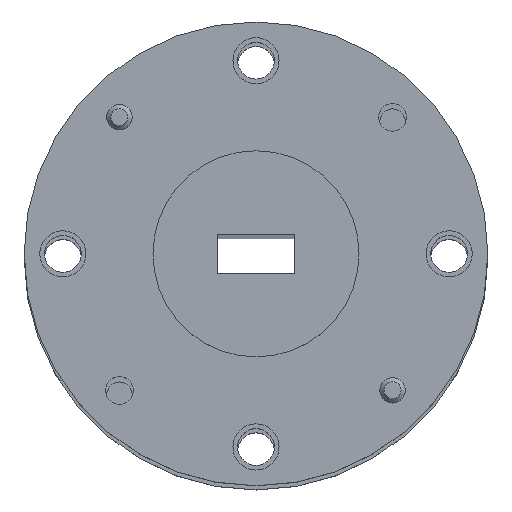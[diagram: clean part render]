
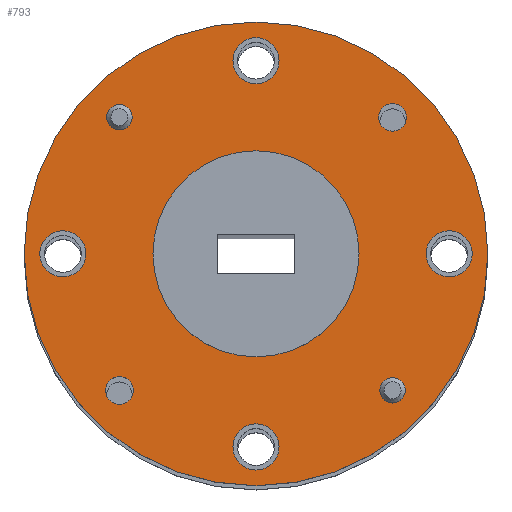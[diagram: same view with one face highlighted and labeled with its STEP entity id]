
A CAD part, top view. The second image highlights one B-rep face of the part: STEP entity #793.
In plain terms, the highlighted planar face has unit normal (0, 0, 1).
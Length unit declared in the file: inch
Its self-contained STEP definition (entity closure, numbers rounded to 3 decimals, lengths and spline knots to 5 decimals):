
#8 = CIRCLE ( 'NONE', #1699, 0.056 ) ;
#13 = ORIENTED_EDGE ( 'NONE', *, *, #1674, .F. ) ;
#70 = DIRECTION ( 'NONE',  ( 1., 0., 0. ) ) ;
#78 = ORIENTED_EDGE ( 'NONE', *, *, #810, .F. ) ;
#85 = VERTEX_POINT ( 'NONE', #1706 ) ;
#95 = CARTESIAN_POINT ( 'NONE',  ( 0., 0.4685, 0. ) ) ;
#97 = CIRCLE ( 'NONE', #1922, 0.056 ) ;
#120 = DIRECTION ( 'NONE',  ( 1., 0., 0. ) ) ;
#153 = FACE_BOUND ( 'NONE', #1494, .T. ) ;
#164 = AXIS2_PLACEMENT_3D ( 'NONE', #1683, #2015, #674 ) ;
#202 = CARTESIAN_POINT ( 'NONE',  ( 0.5245, 0., 0. ) ) ;
#209 = CIRCLE ( 'NONE', #1350, 0.0335 ) ;
#288 = DIRECTION ( 'NONE',  ( 0., 0., 1. ) ) ;
#294 = PLANE ( 'NONE',  #501 ) ;
#313 = EDGE_LOOP ( 'NONE', ( #945 ) ) ;
#327 = CIRCLE ( 'NONE', #440, 0.056 ) ;
#363 = EDGE_LOOP ( 'NONE', ( #1028 ) ) ;
#418 = CARTESIAN_POINT ( 'NONE',  ( 0.33128, 0.33128, 0. ) ) ;
#433 = CARTESIAN_POINT ( 'NONE',  ( 0., 0., 0. ) ) ;
#440 = AXIS2_PLACEMENT_3D ( 'NONE', #1103, #288, #1782 ) ;
#501 = AXIS2_PLACEMENT_3D ( 'NONE', #433, #1445, #120 ) ;
#519 = VERTEX_POINT ( 'NONE', #704 ) ;
#562 = CARTESIAN_POINT ( 'NONE',  ( 0., 0., 0. ) ) ;
#563 = CIRCLE ( 'NONE', #837, 0.5625 ) ;
#568 = ORIENTED_EDGE ( 'NONE', *, *, #1496, .F. ) ;
#583 = DIRECTION ( 'NONE',  ( 0., 0., 1. ) ) ;
#589 = FACE_BOUND ( 'NONE', #363, .T. ) ;
#636 = CIRCLE ( 'NONE', #791, 0.25 ) ;
#674 = DIRECTION ( 'NONE',  ( 1., 0., 0. ) ) ;
#678 = VERTEX_POINT ( 'NONE', #1347 ) ;
#692 = CIRCLE ( 'NONE', #164, 0.03075 ) ;
#699 = EDGE_CURVE ( 'NONE', #728, #728, #1548, .T. ) ;
#704 = CARTESIAN_POINT ( 'NONE',  ( -0.4125, 0., 0. ) ) ;
#728 = VERTEX_POINT ( 'NONE', #1695 ) ;
#729 = EDGE_CURVE ( 'NONE', #1036, #1036, #1781, .T. ) ;
#736 = CARTESIAN_POINT ( 'NONE',  ( 0., -0.4685, 0. ) ) ;
#745 = VERTEX_POINT ( 'NONE', #1189 ) ;
#754 = ORIENTED_EDGE ( 'NONE', *, *, #1148, .T. ) ;
#763 = VERTEX_POINT ( 'NONE', #1174 ) ;
#780 = DIRECTION ( 'NONE',  ( 1., 0., 0. ) ) ;
#791 = AXIS2_PLACEMENT_3D ( 'NONE', #1602, #1767, #780 ) ;
#793 = ADVANCED_FACE ( 'NONE', ( #1308, #1280, #976, #891, #1810, #589, #153, #1754, #1227, #1708 ), #294, .T. ) ;
#810 = EDGE_CURVE ( 'NONE', #678, #678, #209, .T. ) ;
#812 = AXIS2_PLACEMENT_3D ( 'NONE', #1937, #1435, #1255 ) ;
#818 = CIRCLE ( 'NONE', #1793, 0.056 ) ;
#837 = AXIS2_PLACEMENT_3D ( 'NONE', #562, #1194, #70 ) ;
#847 = CARTESIAN_POINT ( 'NONE',  ( 0.36203, -0.33128, 0. ) ) ;
#867 = DIRECTION ( 'NONE',  ( 1., 0., 0. ) ) ;
#891 = FACE_BOUND ( 'NONE', #1395, .T. ) ;
#945 = ORIENTED_EDGE ( 'NONE', *, *, #1271, .F. ) ;
#976 = FACE_BOUND ( 'NONE', #1635, .T. ) ;
#1006 = DIRECTION ( 'NONE',  ( 0., 0., 1. ) ) ;
#1017 = VERTEX_POINT ( 'NONE', #202 ) ;
#1028 = ORIENTED_EDGE ( 'NONE', *, *, #2024, .F. ) ;
#1036 = VERTEX_POINT ( 'NONE', #847 ) ;
#1055 = EDGE_CURVE ( 'NONE', #1162, #1162, #692, .T. ) ;
#1073 = DIRECTION ( 'NONE',  ( 0., 0., 1. ) ) ;
#1103 = CARTESIAN_POINT ( 'NONE',  ( 0.4685, 0., 0. ) ) ;
#1148 = EDGE_CURVE ( 'NONE', #1339, #1339, #563, .T. ) ;
#1162 = VERTEX_POINT ( 'NONE', #1359 ) ;
#1174 = CARTESIAN_POINT ( 'NONE',  ( 0.056, -0.4685, 0. ) ) ;
#1189 = CARTESIAN_POINT ( 'NONE',  ( 0.25, 0., 0. ) ) ;
#1194 = DIRECTION ( 'NONE',  ( 0., 0., 1. ) ) ;
#1227 = FACE_BOUND ( 'NONE', #1419, .T. ) ;
#1232 = ORIENTED_EDGE ( 'NONE', *, *, #729, .F. ) ;
#1236 = EDGE_LOOP ( 'NONE', ( #1818 ) ) ;
#1242 = CARTESIAN_POINT ( 'NONE',  ( -0.33128, -0.33128, 0. ) ) ;
#1255 = DIRECTION ( 'NONE',  ( 1., 0., 0. ) ) ;
#1271 = EDGE_CURVE ( 'NONE', #519, #519, #97, .T. ) ;
#1280 = FACE_BOUND ( 'NONE', #1236, .T. ) ;
#1308 = FACE_BOUND ( 'NONE', #1894, .T. ) ;
#1328 = EDGE_CURVE ( 'NONE', #85, #85, #8, .T. ) ;
#1339 = VERTEX_POINT ( 'NONE', #1517 ) ;
#1347 = CARTESIAN_POINT ( 'NONE',  ( -0.29778, -0.33128, 0. ) ) ;
#1350 = AXIS2_PLACEMENT_3D ( 'NONE', #1242, #1416, #1587 ) ;
#1355 = CARTESIAN_POINT ( 'NONE',  ( -0.4685, 0., 0. ) ) ;
#1356 = ORIENTED_EDGE ( 'NONE', *, *, #699, .F. ) ;
#1359 = CARTESIAN_POINT ( 'NONE',  ( -0.30053, 0.33128, 0. ) ) ;
#1375 = DIRECTION ( 'NONE',  ( 1., 0., 0. ) ) ;
#1390 = ORIENTED_EDGE ( 'NONE', *, *, #1328, .F. ) ;
#1395 = EDGE_LOOP ( 'NONE', ( #13 ) ) ;
#1416 = DIRECTION ( 'NONE',  ( 0., 0., 1. ) ) ;
#1418 = EDGE_LOOP ( 'NONE', ( #754 ) ) ;
#1419 = EDGE_LOOP ( 'NONE', ( #568 ) ) ;
#1423 = AXIS2_PLACEMENT_3D ( 'NONE', #418, #1073, #1732 ) ;
#1435 = DIRECTION ( 'NONE',  ( 0., 0., 1. ) ) ;
#1445 = DIRECTION ( 'NONE',  ( 0., 0., 1. ) ) ;
#1494 = EDGE_LOOP ( 'NONE', ( #1356 ) ) ;
#1496 = EDGE_CURVE ( 'NONE', #745, #745, #636, .T. ) ;
#1517 = CARTESIAN_POINT ( 'NONE',  ( 0.5625, 0., 0. ) ) ;
#1520 = EDGE_LOOP ( 'NONE', ( #78 ) ) ;
#1548 = CIRCLE ( 'NONE', #1423, 0.0335 ) ;
#1585 = DIRECTION ( 'NONE',  ( 1., 0., 0. ) ) ;
#1587 = DIRECTION ( 'NONE',  ( 1., 0., 0. ) ) ;
#1602 = CARTESIAN_POINT ( 'NONE',  ( 0., 0., 0. ) ) ;
#1635 = EDGE_LOOP ( 'NONE', ( #1390 ) ) ;
#1674 = EDGE_CURVE ( 'NONE', #763, #763, #818, .T. ) ;
#1683 = CARTESIAN_POINT ( 'NONE',  ( -0.33128, 0.33128, 0. ) ) ;
#1695 = CARTESIAN_POINT ( 'NONE',  ( 0.36478, 0.33128, 0. ) ) ;
#1699 = AXIS2_PLACEMENT_3D ( 'NONE', #95, #583, #1585 ) ;
#1702 = DIRECTION ( 'NONE',  ( 0., 0., 1. ) ) ;
#1706 = CARTESIAN_POINT ( 'NONE',  ( 0.056, 0.4685, 0. ) ) ;
#1708 = FACE_OUTER_BOUND ( 'NONE', #1418, .T. ) ;
#1732 = DIRECTION ( 'NONE',  ( 1., 0., 0. ) ) ;
#1754 = FACE_BOUND ( 'NONE', #1520, .T. ) ;
#1767 = DIRECTION ( 'NONE',  ( 0., 0., 1. ) ) ;
#1781 = CIRCLE ( 'NONE', #812, 0.03075 ) ;
#1782 = DIRECTION ( 'NONE',  ( 1., 0., 0. ) ) ;
#1793 = AXIS2_PLACEMENT_3D ( 'NONE', #736, #1006, #1375 ) ;
#1810 = FACE_BOUND ( 'NONE', #313, .T. ) ;
#1818 = ORIENTED_EDGE ( 'NONE', *, *, #1055, .F. ) ;
#1894 = EDGE_LOOP ( 'NONE', ( #1232 ) ) ;
#1922 = AXIS2_PLACEMENT_3D ( 'NONE', #1355, #1702, #867 ) ;
#1937 = CARTESIAN_POINT ( 'NONE',  ( 0.33128, -0.33128, 0. ) ) ;
#2015 = DIRECTION ( 'NONE',  ( 0., 0., 1. ) ) ;
#2024 = EDGE_CURVE ( 'NONE', #1017, #1017, #327, .T. ) ;
